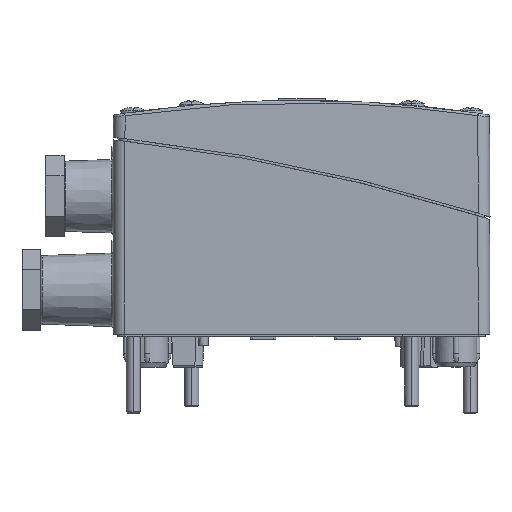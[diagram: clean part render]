
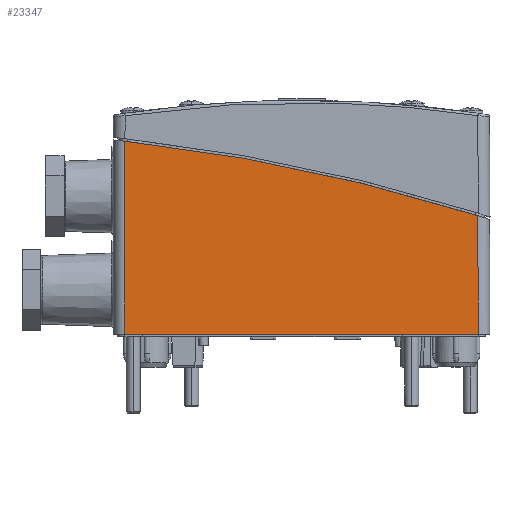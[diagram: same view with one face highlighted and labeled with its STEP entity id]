
A CAD part, top view. The second image highlights one B-rep face of the part: STEP entity #23347.
In plain terms, the highlighted planar face has unit normal (0, -0.007, 1).
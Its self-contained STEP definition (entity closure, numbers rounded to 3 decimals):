
#3248=CARTESIAN_POINT('',(37.637,3.474,22.68));
#3392=CARTESIAN_POINT('',(-37.75,-21.857,22.503));
#3394=DIRECTION('',(1.,0.,0.));
#3395=VECTOR('',#3394,75.498);
#3396=CARTESIAN_POINT('',(-37.75,-21.857,22.503));
#3397=LINE('',#3396,#3395);
#3780=DIRECTION('',(0.,-1.,-0.007));
#3781=VECTOR('',#3780,41.229);
#3782=CARTESIAN_POINT('',(-37.75,19.372,22.791));
#3783=LINE('',#3782,#3781);
#3784=CARTESIAN_POINT('',(-37.75,19.372,22.791));
#3785=CARTESIAN_POINT('',(-24.929,17.938,22.781));
#3786=CARTESIAN_POINT('',(0.455,13.846,22.753));
#3787=CARTESIAN_POINT('',(25.329,7.339,22.707));
#3788=CARTESIAN_POINT('',(37.637,3.474,22.68));
#3790=DIRECTION('',(0.004,-1.,-0.007));
#3791=VECTOR('',#3790,25.331);
#3792=CARTESIAN_POINT('',(37.637,3.474,22.68));
#3793=LINE('',#3792,#3791);
#15892=VERTEX_POINT('',#3392);
#15893=CARTESIAN_POINT('',(37.748,-21.857,
22.503));
#15894=VERTEX_POINT('',#15893);
#16264=VERTEX_POINT('',#3248);
#16265=VERTEX_POINT('',#3784);
#23335=CARTESIAN_POINT('',(-42.467,-22.357,22.5));
#23336=DIRECTION('',(0.,-0.007,1.));
#23337=DIRECTION('',(-1.,0.,0.));
#23338=AXIS2_PLACEMENT_3D('',#23335,#23336,#23337);
#23339=PLANE('',#23338);
#23340=ORIENTED_EDGE('',*,*,#22986,.F.);
#23341=ORIENTED_EDGE('',*,*,#23323,.F.);
#23342=ORIENTED_EDGE('',*,*,#22891,.T.);
#23344=ORIENTED_EDGE('',*,*,#23343,.T.);
#23345=EDGE_LOOP('',(#23340,#23341,#23342,#23344));
#23346=FACE_OUTER_BOUND('',#23345,.F.);
#23347=ADVANCED_FACE('',(#23346),#23339,.T.);
#3789=B_SPLINE_CURVE_WITH_KNOTS('',3,(#3784,#3785,#3786,#3787,#3788),
.UNSPECIFIED.,.F.,.F.,(4,1,4),(0.,0.5,1.),.UNSPECIFIED.);
#22891=EDGE_CURVE('',#16265,#16264,#3789,.T.);
#22986=EDGE_CURVE('',#15892,#15894,#3397,.T.);
#23323=EDGE_CURVE('',#16265,#15892,#3783,.T.);
#23343=EDGE_CURVE('',#16264,#15894,#3793,.T.);
